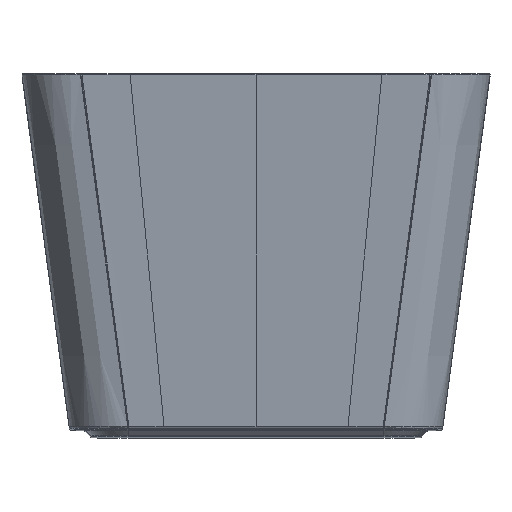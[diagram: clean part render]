
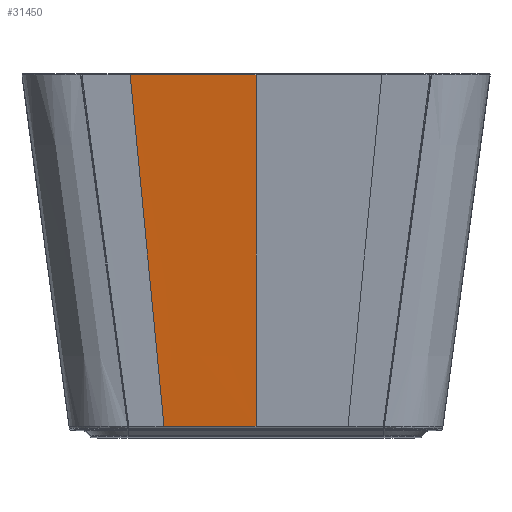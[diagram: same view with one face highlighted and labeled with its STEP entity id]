
A CAD part, top view. The second image highlights one B-rep face of the part: STEP entity #31450.
In plain terms, the highlighted free-form (B-spline) face has degree [5, 5] with [6, 8] control points.
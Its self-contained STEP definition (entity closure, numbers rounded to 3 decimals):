
#21211=DIRECTION('',(-1.,0.,0.));
#21212=VECTOR('',#21211,215.);
#21213=CARTESIAN_POINT('',(0.,-2.093,899.654));
#21214=LINE('',#21213,#21212);
#21215=DIRECTION('',(1.,0.,0.));
#21216=VECTOR('',#21215,157.025);
#21217=CARTESIAN_POINT('',(-157.025,-602.385,
814.347));
#21218=LINE('',#21217,#21216);
#21229=CARTESIAN_POINT('',(-215.,-2.093,
899.653));
#21234=CARTESIAN_POINT('',(-157.025,-602.385,
814.347));
#21235=CARTESIAN_POINT('',(-176.349,-402.292,
842.78));
#21236=CARTESIAN_POINT('',(-195.675,-202.19,
871.218));
#21237=CARTESIAN_POINT('',(-215.,-2.093,
899.653));
#25367=DIRECTION('',(0.,-0.99,-0.141));
#25368=VECTOR('',#25367,606.322);
#25369=CARTESIAN_POINT('',(0.,-2.093,899.654));
#25370=LINE('',#25369,#25368);
#25519=CARTESIAN_POINT('',(-157.025,-602.385,
814.347));
#25520=VERTEX_POINT('',#25519);
#25543=CARTESIAN_POINT('',(0.,-602.385,814.347));
#25544=VERTEX_POINT('',#25543);
#25552=VERTEX_POINT('',#21229);
#25553=CARTESIAN_POINT('',(0.,-2.093,899.654));
#25554=VERTEX_POINT('',#25553);
#31392=CARTESIAN_POINT('',(-217.735,3.909,
900.507));
#31393=CARTESIAN_POINT('',(-204.269,3.909,
900.507));
#31394=CARTESIAN_POINT('',(-181.779,3.909,
900.507));
#31395=CARTESIAN_POINT('',(-137.8,3.909,
900.507));
#31396=CARTESIAN_POINT('',(-93.822,3.909,
900.507));
#31397=CARTESIAN_POINT('',(-49.844,3.909,
900.507));
#31398=CARTESIAN_POINT('',(-19.332,3.909,
900.507));
#31399=CARTESIAN_POINT('',(2.156,3.909,900.507));
#31400=CARTESIAN_POINT('',(-205.791,-118.544,
883.106));
#31401=CARTESIAN_POINT('',(-193.063,-118.541,
883.108));
#31402=CARTESIAN_POINT('',(-171.807,-118.535,
883.111));
#31403=CARTESIAN_POINT('',(-130.241,-118.556,
883.1));
#31404=CARTESIAN_POINT('',(-88.675,-118.536,
883.11));
#31405=CARTESIAN_POINT('',(-47.11,-118.544,
883.105));
#31406=CARTESIAN_POINT('',(-18.271,-118.544,
883.105));
#31407=CARTESIAN_POINT('',(2.038,-118.544,
883.105));
#31408=CARTESIAN_POINT('',(-193.846,-240.98,
865.681));
#31409=CARTESIAN_POINT('',(-181.858,-241.066,
865.635));
#31410=CARTESIAN_POINT('',(-161.836,-241.209,
865.56));
#31411=CARTESIAN_POINT('',(-122.679,-240.695,
865.835));
#31412=CARTESIAN_POINT('',(-83.529,-241.182,
865.593));
#31413=CARTESIAN_POINT('',(-44.375,-240.992,
865.703));
#31414=CARTESIAN_POINT('',(-17.211,-240.998,
865.704));
#31415=CARTESIAN_POINT('',(1.919,-240.998,
865.704));
#31416=CARTESIAN_POINT('',(-181.902,-363.425,
848.336));
#31417=CARTESIAN_POINT('',(-170.653,-363.602,
848.245));
#31418=CARTESIAN_POINT('',(-151.866,-363.896,
848.091));
#31419=CARTESIAN_POINT('',(-115.119,-362.839,
848.64));
#31420=CARTESIAN_POINT('',(-78.384,-363.835,
848.111));
#31421=CARTESIAN_POINT('',(-41.641,-363.44,
848.31));
#31422=CARTESIAN_POINT('',(-16.15,-363.451,
848.301));
#31423=CARTESIAN_POINT('',(1.801,-363.451,
848.302));
#31424=CARTESIAN_POINT('',(-169.957,-485.876,
830.913));
#31425=CARTESIAN_POINT('',(-159.446,-486.052,
830.821));
#31426=CARTESIAN_POINT('',(-141.893,-486.344,
830.668));
#31427=CARTESIAN_POINT('',(-107.559,-485.293,
831.218));
#31428=CARTESIAN_POINT('',(-73.237,-486.285,
830.7));
#31429=CARTESIAN_POINT('',(-38.907,-485.893,
830.906));
#31430=CARTESIAN_POINT('',(-15.09,-485.905,
830.9));
#31431=CARTESIAN_POINT('',(1.683,-485.905,
830.9));
#31432=CARTESIAN_POINT('',(-158.012,-608.359,
813.498));
#31433=CARTESIAN_POINT('',(-148.24,-608.351,
813.502));
#31434=CARTESIAN_POINT('',(-131.918,-608.336,
813.51));
#31435=CARTESIAN_POINT('',(-100.003,-608.389,
813.482));
#31436=CARTESIAN_POINT('',(-68.087,-608.339,
813.508));
#31437=CARTESIAN_POINT('',(-36.172,-608.359,
813.498));
#31438=CARTESIAN_POINT('',(-14.029,-608.358,
813.498));
#31439=CARTESIAN_POINT('',(1.564,-608.358,
813.498));
#31440=B_SPLINE_SURFACE_WITH_KNOTS('',5,5,((#31392,#31393,#31394,#31395,#31396,
#31397,#31398,#31399),(#31400,#31401,#31402,#31403,#31404,#31405,#31406,#31407),
(#31408,#31409,#31410,#31411,#31412,#31413,#31414,#31415),(#31416,#31417,#31418,
#31419,#31420,#31421,#31422,#31423),(#31424,#31425,#31426,#31427,#31428,#31429,
#31430,#31431),(#31432,#31433,#31434,#31435,#31436,#31437,#31438,#31439)),
.UNSPECIFIED.,.F.,.F.,.F.,(6,6),(6,1,1,6),(-0.01,1.01),(
0.276,0.5,0.65,1.007),.UNSPECIFIED.);
#31442=ORIENTED_EDGE('',*,*,#31441,.F.);
#31444=ORIENTED_EDGE('',*,*,#31443,.T.);
#31445=ORIENTED_EDGE('',*,*,#31373,.F.);
#31447=ORIENTED_EDGE('',*,*,#31446,.T.);
#31448=EDGE_LOOP('',(#31442,#31444,#31445,#31447));
#31449=FACE_OUTER_BOUND('',#31448,.F.);
#31450=ADVANCED_FACE('',(#31449),#31440,.T.);
#21238=B_SPLINE_CURVE_WITH_KNOTS('',3,(#21234,#21235,#21236,#21237),
.UNSPECIFIED.,.F.,.F.,(4,4),(0.,1.),.UNSPECIFIED.);
#31373=EDGE_CURVE('',#25520,#25544,#21218,.T.);
#31441=EDGE_CURVE('',#25554,#25552,#21214,.T.);
#31443=EDGE_CURVE('',#25554,#25544,#25370,.T.);
#31446=EDGE_CURVE('',#25520,#25552,#21238,.T.);
